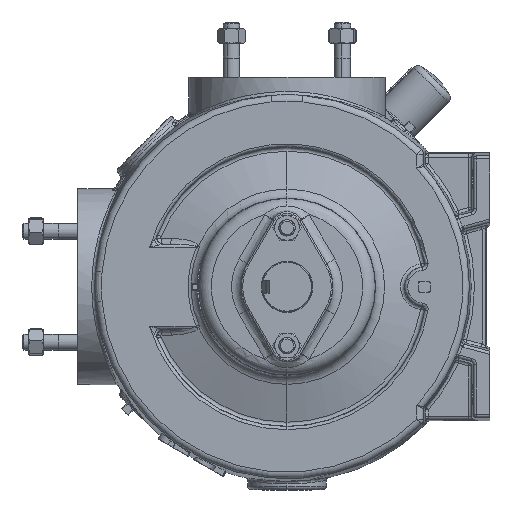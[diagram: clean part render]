
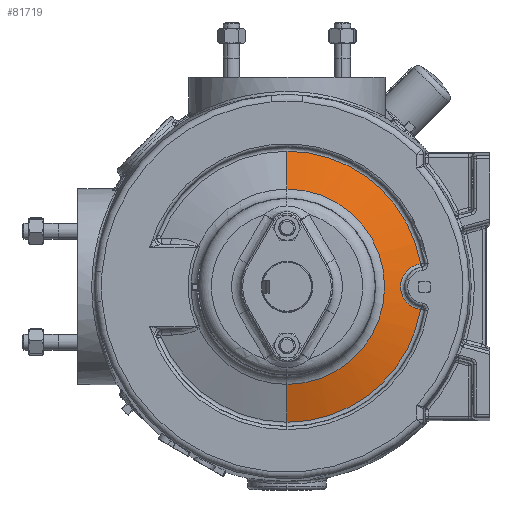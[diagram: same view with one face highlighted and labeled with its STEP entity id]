
A CAD part, left-side view. The second image highlights one B-rep face of the part: STEP entity #81719.
In plain terms, the highlighted conical face has half-angle 72 degrees and reference radius 131.558 mm.
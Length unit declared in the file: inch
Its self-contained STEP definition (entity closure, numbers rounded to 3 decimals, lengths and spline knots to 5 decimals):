
#2379 = VECTOR ( 'NONE', #140736, 39.37008 ) ;
#3475 = EDGE_CURVE ( 'NONE', #163771, #13199, #49454, .T. ) ;
#4503 = CARTESIAN_POINT ( 'NONE',  ( -6.68137, -4.83437, -0.78788 ) ) ;
#5118 = CARTESIAN_POINT ( 'NONE',  ( -6.85265, -4.36588, -0.21248 ) ) ;
#5723 = CARTESIAN_POINT ( 'NONE',  ( -6.81749, -4.45777, 0.438 ) ) ;
#6791 = LINE ( 'NONE', #98459, #2379 ) ;
#10367 = B_SPLINE_CURVE_WITH_KNOTS ( 'NONE', 3,
 ( #171957, #46161, #158490, #74415, #172554, #88549, #4503, #102694, #18634, #116707, #32695, #130884, #46773, #144972, #60891, #159077, #75006, #173165, #89128, #5118, #103304, #19238, #117325, #33293, #131482, #47358, #145572, #61512, #159689, #75602, #173742, #89746, #5723, #103889, #19849, #117926, #33875, #132072, #47996, #146164, #62131, #160286, #76203, #174325 ),
 .UNSPECIFIED., .F., .F.,
 ( 4, 2, 2, 2, 2, 2, 2, 2, 2, 2, 2, 2, 2, 2, 2, 2, 2, 2, 2, 2, 2, 4 ),
 ( 0., 0.00414, 0.00622, 0.00829, 0.01243, 0.01658, 0.01865, 0.02072, 0.02487, 0.02694, 0.02901, 0.03316, 0.03523, 0.0373, 0.04145, 0.04352, 0.04559, 0.04974, 0.05388, 0.05803, 0.06217, 0.06632 ),
 .UNSPECIFIED. ) ;
#13199 = VERTEX_POINT ( 'NONE', #78063 ) ;
#14325 = ORIENTED_EDGE ( 'NONE', *, *, #116534, .T. ) ;
#14633 = FACE_OUTER_BOUND ( 'NONE', #86542, .T. ) ;
#16751 = VERTEX_POINT ( 'NONE', #67972 ) ;
#18634 = CARTESIAN_POINT ( 'NONE',  ( -6.72062, -4.72223, -0.72401 ) ) ;
#19238 = CARTESIAN_POINT ( 'NONE',  ( -6.86082, -4.34484, -0.10668 ) ) ;
#19849 = CARTESIAN_POINT ( 'NONE',  ( -6.78989, -4.53132, 0.5473 ) ) ;
#20439 = EDGE_CURVE ( 'NONE', #16751, #32452, #79463, .T. ) ;
#20986 = EDGE_CURVE ( 'NONE', #56468, #32452, #6791, .T. ) ;
#22482 = VECTOR ( 'NONE', #35098, 39.37008 ) ;
#27033 = CARTESIAN_POINT ( 'NONE',  ( -6.58996, 0., 0. ) ) ;
#30136 = VERTEX_POINT ( 'NONE', #58835 ) ;
#32452 = VERTEX_POINT ( 'NONE', #171295 ) ;
#32695 = CARTESIAN_POINT ( 'NONE',  ( -6.76434, -4.60077, -0.62408 ) ) ;
#33293 = CARTESIAN_POINT ( 'NONE',  ( -6.86272, -4.33998, 0.02853 ) ) ;
#33875 = CARTESIAN_POINT ( 'NONE',  ( -6.74973, -4.64093, 0.66117 ) ) ;
#35098 = DIRECTION ( 'NONE',  ( 0.309, 0., 0.951 ) ) ;
#41032 = DIRECTION ( 'NONE',  ( 0., 0., -1. ) ) ;
#44255 = CARTESIAN_POINT ( 'NONE',  ( -6.58996, 0., 0. ) ) ;
#46161 = CARTESIAN_POINT ( 'NONE',  ( -6.60683, -5.05443, -0.86277 ) ) ;
#46773 = CARTESIAN_POINT ( 'NONE',  ( -6.78993, -4.53134, -0.54542 ) ) ;
#47358 = CARTESIAN_POINT ( 'NONE',  ( -6.86018, -4.3465, 0.10991 ) ) ;
#47837 = EDGE_CURVE ( 'NONE', #30136, #163771, #138856, .T. ) ;
#47996 = CARTESIAN_POINT ( 'NONE',  ( -6.70496, -4.76653, 0.75237 ) ) ;
#49454 = CIRCLE ( 'NONE', #110457, 5.17946 ) ;
#52215 = AXIS2_PLACEMENT_3D ( 'NONE', #64722, #106522, #135328 ) ;
#54182 = AXIS2_PLACEMENT_3D ( 'NONE', #159600, #75519, #173653 ) ;
#55096 = ORIENTED_EDGE ( 'NONE', *, *, #88150, .T. ) ;
#56468 = VERTEX_POINT ( 'NONE', #101371 ) ;
#58384 = DIRECTION ( 'NONE',  ( 0., 0., -1. ) ) ;
#58835 = CARTESIAN_POINT ( 'NONE',  ( -7.06, 0., 3.73283 ) ) ;
#59599 = ORIENTED_EDGE ( 'NONE', *, *, #47837, .F. ) ;
#60891 = CARTESIAN_POINT ( 'NONE',  ( -6.80747, -4.48437, -0.4809 ) ) ;
#61512 = CARTESIAN_POINT ( 'NONE',  ( -6.85283, -4.36543, 0.21569 ) ) ;
#62131 = CARTESIAN_POINT ( 'NONE',  ( -6.65649, -4.90659, 0.82044 ) ) ;
#63430 = CARTESIAN_POINT ( 'NONE',  ( -6.58996, 0., 5.17946 ) ) ;
#64722 = CARTESIAN_POINT ( 'NONE',  ( -6.58996, 0., 0. ) ) ;
#67972 = CARTESIAN_POINT ( 'NONE',  ( -6.58996, -5.10592, -0.8697 ) ) ;
#74415 = CARTESIAN_POINT ( 'NONE',  ( -6.64867, -4.92975, -0.82776 ) ) ;
#75006 = CARTESIAN_POINT ( 'NONE',  ( -6.83238, -4.41856, -0.36524 ) ) ;
#75519 = DIRECTION ( 'NONE',  ( 1., 0., 0. ) ) ;
#75602 = CARTESIAN_POINT ( 'NONE',  ( -6.8357, -4.40992, 0.3428 ) ) ;
#76203 = CARTESIAN_POINT ( 'NONE',  ( -6.60682, -5.05445, 0.86278 ) ) ;
#78063 = CARTESIAN_POINT ( 'NONE',  ( -6.58996, -5.10592, 0.8697 ) ) ;
#79463 = CIRCLE ( 'NONE', #136481, 5.17946 ) ;
#81719 = ADVANCED_FACE ( 'NONE', ( #14633 ), #170310, .T. ) ;
#86542 = EDGE_LOOP ( 'NONE', ( #59599, #14325, #149084, #122498, #55096, #109883 ) ) ;
#88150 = EDGE_CURVE ( 'NONE', #16751, #13199, #10367, .T. ) ;
#88549 = CARTESIAN_POINT ( 'NONE',  ( -6.67331, -4.85769, -0.79885 ) ) ;
#89128 = CARTESIAN_POINT ( 'NONE',  ( -6.84688, -4.38081, -0.26477 ) ) ;
#89746 = CARTESIAN_POINT ( 'NONE',  ( -6.8224, -4.44481, 0.41492 ) ) ;
#90961 = CARTESIAN_POINT ( 'NONE',  ( -6.58996, 0., 5.17946 ) ) ;
#98459 = CARTESIAN_POINT ( 'NONE',  ( -6.58996, 0., -5.17946 ) ) ;
#101371 = CARTESIAN_POINT ( 'NONE',  ( -7.06, 0., -3.73283 ) ) ;
#102694 = CARTESIAN_POINT ( 'NONE',  ( -6.70519, -4.76589, -0.75195 ) ) ;
#103304 = CARTESIAN_POINT ( 'NONE',  ( -6.85505, -4.35969, -0.18615 ) ) ;
#103889 = CARTESIAN_POINT ( 'NONE',  ( -6.80175, -4.49956, 0.50519 ) ) ;
#106522 = DIRECTION ( 'NONE',  ( 1., 0., 0. ) ) ;
#109883 = ORIENTED_EDGE ( 'NONE', *, *, #3475, .F. ) ;
#110443 = CIRCLE ( 'NONE', #54182, 3.73283 ) ;
#110457 = AXIS2_PLACEMENT_3D ( 'NONE', #27033, #125169, #41032 ) ;
#116534 = EDGE_CURVE ( 'NONE', #30136, #56468, #110443, .T. ) ;
#116707 = CARTESIAN_POINT ( 'NONE',  ( -6.75039, -4.6391, -0.65964 ) ) ;
#117325 = CARTESIAN_POINT ( 'NONE',  ( -6.86277, -4.33986, -0.05301 ) ) ;
#117926 = CARTESIAN_POINT ( 'NONE',  ( -6.76369, -4.60254, 0.62587 ) ) ;
#122498 = ORIENTED_EDGE ( 'NONE', *, *, #20439, .F. ) ;
#125169 = DIRECTION ( 'NONE',  ( 1., 0., 0. ) ) ;
#130884 = CARTESIAN_POINT ( 'NONE',  ( -6.78373, -4.54809, -0.56571 ) ) ;
#131482 = CARTESIAN_POINT ( 'NONE',  ( -6.8622, -4.34132, 0.05596 ) ) ;
#132072 = CARTESIAN_POINT ( 'NONE',  ( -6.72037, -4.72292, 0.72442 ) ) ;
#135328 = DIRECTION ( 'NONE',  ( 0., 0., -1. ) ) ;
#136481 = AXIS2_PLACEMENT_3D ( 'NONE', #44255, #142504, #58384 ) ;
#138856 = LINE ( 'NONE', #90961, #22482 ) ;
#140736 = DIRECTION ( 'NONE',  ( 0.309, 0., -0.951 ) ) ;
#142504 = DIRECTION ( 'NONE',  ( 1., 0., 0. ) ) ;
#144972 = CARTESIAN_POINT ( 'NONE',  ( -6.80179, -4.49951, -0.50306 ) ) ;
#145572 = CARTESIAN_POINT ( 'NONE',  ( -6.85869, -4.35033, 0.13658 ) ) ;
#146164 = CARTESIAN_POINT ( 'NONE',  ( -6.6728, -4.85901, 0.80072 ) ) ;
#149084 = ORIENTED_EDGE ( 'NONE', *, *, #20986, .T. ) ;
#158490 = CARTESIAN_POINT ( 'NONE',  ( -6.62362, -5.00395, -0.85142 ) ) ;
#159077 = CARTESIAN_POINT ( 'NONE',  ( -6.82332, -4.44232, -0.41286 ) ) ;
#159600 = CARTESIAN_POINT ( 'NONE',  ( -7.06, 0., 0. ) ) ;
#159689 = CARTESIAN_POINT ( 'NONE',  ( -6.84707, -4.38029, 0.26725 ) ) ;
#160286 = CARTESIAN_POINT ( 'NONE',  ( -6.6235, -5.00431, 0.85147 ) ) ;
#163771 = VERTEX_POINT ( 'NONE', #63430 ) ;
#170310 = CONICAL_SURFACE ( 'NONE', #52215, 5.17946, 1.257 ) ;
#171295 = CARTESIAN_POINT ( 'NONE',  ( -6.58996, 0., -5.17946 ) ) ;
#171957 = CARTESIAN_POINT ( 'NONE',  ( -6.58996, -5.10592, -0.8697 ) ) ;
#172554 = CARTESIAN_POINT ( 'NONE',  ( -6.65698, -4.90534, -0.81878 ) ) ;
#173165 = CARTESIAN_POINT ( 'NONE',  ( -6.84356, -4.38943, -0.29034 ) ) ;
#173653 = DIRECTION ( 'NONE',  ( 0., 0., -1. ) ) ;
#173742 = CARTESIAN_POINT ( 'NONE',  ( -6.8315, -4.4209, 0.36735 ) ) ;
#174325 = CARTESIAN_POINT ( 'NONE',  ( -6.58996, -5.10592, 0.8697 ) ) ;
